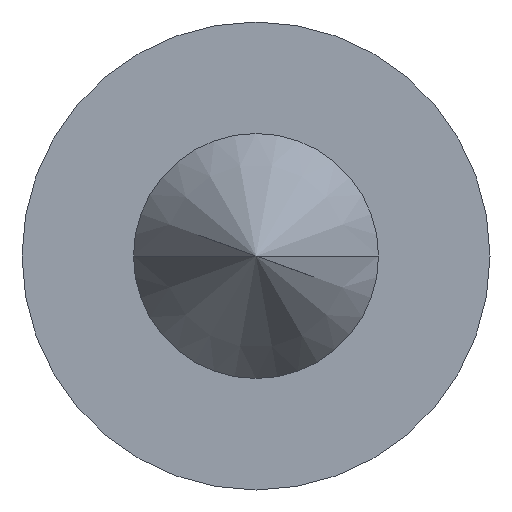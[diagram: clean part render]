
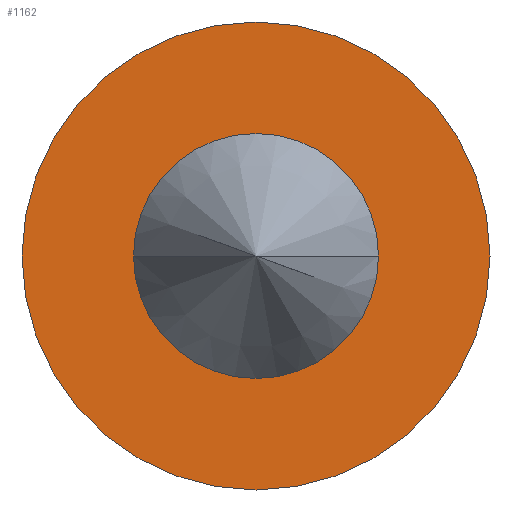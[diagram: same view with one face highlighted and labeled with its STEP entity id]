
A CAD part, front view. The second image highlights one B-rep face of the part: STEP entity #1162.
In plain terms, the highlighted planar face has unit normal (0, -1, 0).
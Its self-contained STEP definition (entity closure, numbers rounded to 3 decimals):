
#343=CARTESIAN_POINT('',(0.,0.,0.));
#344=DIRECTION('',(0.,-1.,0.));
#345=DIRECTION('',(-1.,0.,0.));
#346=AXIS2_PLACEMENT_3D('',#343,#344,#345);
#373=CARTESIAN_POINT('',(0.,0.,0.));
#374=DIRECTION('',(0.,-1.,0.));
#375=DIRECTION('',(1.,0.,0.));
#376=AXIS2_PLACEMENT_3D('',#373,#374,#375);
#395=CARTESIAN_POINT('',(0.,0.,0.));
#396=DIRECTION('',(0.,1.,0.));
#397=DIRECTION('',(1.,0.,0.));
#398=AXIS2_PLACEMENT_3D('',#395,#396,#397);
#1015=CARTESIAN_POINT('',(0.,0.,0.));
#1016=DIRECTION('',(0.,-1.,0.));
#1017=DIRECTION('',(1.,0.,0.));
#1018=AXIS2_PLACEMENT_3D('',#1015,#1016,#1017);
#1037=CARTESIAN_POINT('',(5.252,0.,0.));
#1039=VERTEX_POINT('',#1037);
#1041=CARTESIAN_POINT('',(-5.252,0.,0.));
#1043=VERTEX_POINT('',#1041);
#1045=CARTESIAN_POINT('',(2.75,0.,0.));
#1046=CARTESIAN_POINT('',(-2.75,0.,0.));
#1047=VERTEX_POINT('',#1045);
#1048=VERTEX_POINT('',#1046);
#1146=CARTESIAN_POINT('',(0.,0.,0.));
#1147=DIRECTION('',(0.,-1.,0.));
#1148=DIRECTION('',(-1.,0.,0.));
#1149=AXIS2_PLACEMENT_3D('',#1146,#1147,#1148);
#1150=PLANE('',#1149);
#1152=ORIENTED_EDGE('',*,*,#1151,.F.);
#1154=ORIENTED_EDGE('',*,*,#1153,.T.);
#1155=EDGE_LOOP('',(#1152,#1154));
#1156=FACE_OUTER_BOUND('',#1155,.F.);
#1158=ORIENTED_EDGE('',*,*,#1157,.T.);
#1159=ORIENTED_EDGE('',*,*,#1136,.T.);
#1160=EDGE_LOOP('',(#1158,#1159));
#1161=FACE_BOUND('',#1160,.F.);
#347=CIRCLE('',#346,2.75);
#377=CIRCLE('',#376,5.252);
#399=CIRCLE('',#398,5.252);
#1019=CIRCLE('',#1018,2.75);
#1136=EDGE_CURVE('',#1048,#1047,#347,.T.);
#1151=EDGE_CURVE('',#1039,#1043,#377,.T.);
#1153=EDGE_CURVE('',#1039,#1043,#399,.T.);
#1157=EDGE_CURVE('',#1047,#1048,#1019,.T.);
#1162=ADVANCED_FACE('',(#1156,#1161),#1150,.T.);
